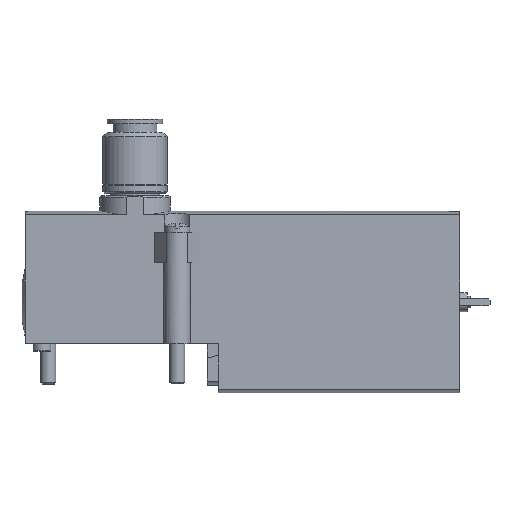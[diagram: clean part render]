
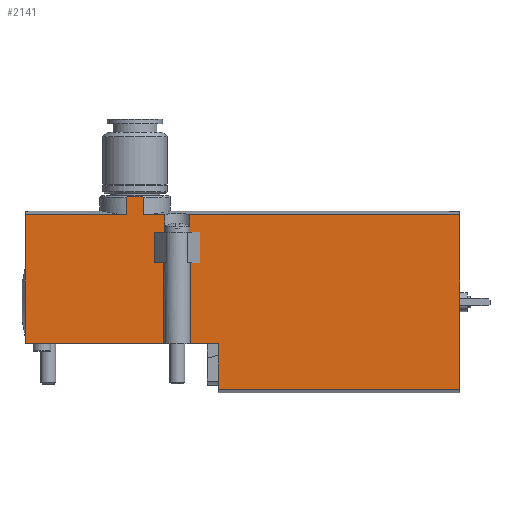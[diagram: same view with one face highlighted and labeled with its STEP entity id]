
A CAD part, top view. The second image highlights one B-rep face of the part: STEP entity #2141.
In plain terms, the highlighted planar face has unit normal (0, 0, 1).
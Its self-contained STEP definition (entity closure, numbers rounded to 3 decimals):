
#32=PLANE('',#2294);
#126=B_SPLINE_CURVE_WITH_KNOTS('',3,(#3230,#3231,#3232,#3233,#3234,#3235,
#3236,#3237,#3238,#3239,#3240,#3241,#3242,#3243,#3244),.UNSPECIFIED.,.F.,
 .F.,(4,1,1,1,1,1,1,1,1,1,1,1,4),(0.007,0.008,
0.008,0.008,0.009,0.009,
0.01,0.011,0.011,0.011,
0.012,0.012,0.012),.UNSPECIFIED.);
#262=ORIENTED_EDGE('',*,*,#857,.T.);
#263=ORIENTED_EDGE('',*,*,#836,.T.);
#264=ORIENTED_EDGE('',*,*,#839,.F.);
#265=ORIENTED_EDGE('',*,*,#830,.T.);
#266=ORIENTED_EDGE('',*,*,#858,.T.);
#267=ORIENTED_EDGE('',*,*,#859,.T.);
#268=ORIENTED_EDGE('',*,*,#860,.T.);
#269=ORIENTED_EDGE('',*,*,#861,.F.);
#270=ORIENTED_EDGE('',*,*,#862,.F.);
#271=ORIENTED_EDGE('',*,*,#863,.F.);
#272=ORIENTED_EDGE('',*,*,#864,.F.);
#273=ORIENTED_EDGE('',*,*,#865,.T.);
#274=ORIENTED_EDGE('',*,*,#866,.T.);
#275=ORIENTED_EDGE('',*,*,#867,.F.);
#276=ORIENTED_EDGE('',*,*,#868,.F.);
#277=ORIENTED_EDGE('',*,*,#869,.T.);
#278=ORIENTED_EDGE('',*,*,#870,.T.);
#279=ORIENTED_EDGE('',*,*,#871,.F.);
#280=ORIENTED_EDGE('',*,*,#872,.T.);
#830=EDGE_CURVE('',#1130,#1131,#1344,.T.);
#836=EDGE_CURVE('',#1137,#1136,#1347,.F.);
#839=EDGE_CURVE('',#1130,#1136,#126,.T.);
#857=EDGE_CURVE('',#1154,#1137,#1364,.T.);
#858=EDGE_CURVE('',#1131,#1155,#1365,.T.);
#859=EDGE_CURVE('',#1155,#1156,#1366,.T.);
#860=EDGE_CURVE('',#1156,#1157,#1367,.T.);
#861=EDGE_CURVE('',#1158,#1157,#1368,.T.);
#862=EDGE_CURVE('',#1159,#1158,#1369,.T.);
#863=EDGE_CURVE('',#1160,#1159,#1370,.T.);
#864=EDGE_CURVE('',#1161,#1160,#1371,.T.);
#865=EDGE_CURVE('',#1161,#1162,#1372,.T.);
#866=EDGE_CURVE('',#1162,#1163,#1373,.F.);
#867=EDGE_CURVE('',#1164,#1163,#1374,.T.);
#868=EDGE_CURVE('',#1165,#1164,#1375,.T.);
#869=EDGE_CURVE('',#1165,#1166,#1376,.T.);
#870=EDGE_CURVE('',#1166,#1167,#1377,.T.);
#871=EDGE_CURVE('',#1168,#1167,#1378,.T.);
#872=EDGE_CURVE('',#1168,#1154,#1379,.T.);
#1130=VERTEX_POINT('',#3197);
#1131=VERTEX_POINT('',#3198);
#1136=VERTEX_POINT('',#3215);
#1137=VERTEX_POINT('',#3217);
#1154=VERTEX_POINT('',#3294);
#1155=VERTEX_POINT('',#3296);
#1156=VERTEX_POINT('',#3298);
#1157=VERTEX_POINT('',#3300);
#1158=VERTEX_POINT('',#3302);
#1159=VERTEX_POINT('',#3304);
#1160=VERTEX_POINT('',#3306);
#1161=VERTEX_POINT('',#3308);
#1162=VERTEX_POINT('',#3310);
#1163=VERTEX_POINT('',#3312);
#1164=VERTEX_POINT('',#3314);
#1165=VERTEX_POINT('',#3316);
#1166=VERTEX_POINT('',#3318);
#1167=VERTEX_POINT('',#3320);
#1168=VERTEX_POINT('',#3322);
#1344=LINE('',#3196,#1538);
#1347=LINE('',#3216,#1541);
#1364=LINE('',#3293,#1558);
#1365=LINE('',#3295,#1559);
#1366=LINE('',#3297,#1560);
#1367=LINE('',#3299,#1561);
#1368=LINE('',#3301,#1562);
#1369=LINE('',#3303,#1563);
#1370=LINE('',#3305,#1564);
#1371=LINE('',#3307,#1565);
#1372=LINE('',#3309,#1566);
#1373=LINE('',#3311,#1567);
#1374=LINE('',#3313,#1568);
#1375=LINE('',#3315,#1569);
#1376=LINE('',#3317,#1570);
#1377=LINE('',#3319,#1571);
#1378=LINE('',#3321,#1572);
#1379=LINE('',#3323,#1573);
#1538=VECTOR('',#2528,1000.);
#1541=VECTOR('',#2537,1000.);
#1558=VECTOR('',#2562,1000.);
#1559=VECTOR('',#2563,1000.);
#1560=VECTOR('',#2564,1000.);
#1561=VECTOR('',#2565,1000.);
#1562=VECTOR('',#2566,1000.);
#1563=VECTOR('',#2567,1000.);
#1564=VECTOR('',#2568,1000.);
#1565=VECTOR('',#2569,1000.);
#1566=VECTOR('',#2570,1000.);
#1567=VECTOR('',#2571,1000.);
#1568=VECTOR('',#2572,1000.);
#1569=VECTOR('',#2573,1000.);
#1570=VECTOR('',#2574,1000.);
#1571=VECTOR('',#2575,1000.);
#1572=VECTOR('',#2576,1000.);
#1573=VECTOR('',#2577,1000.);
#1737=EDGE_LOOP('',(#262,#263,#264,#265,#266,#267,#268,#269,#270,#271,#272,
#273,#274,#275,#276,#277,#278,#279,#280));
#1923=FACE_BOUND('',#1737,.T.);
#2141=ADVANCED_FACE('',(#1923),#32,.F.);
#2294=AXIS2_PLACEMENT_3D('',#3292,#2560,#2561);
#2528=DIRECTION('',(0.,-1.,0.));
#2537=DIRECTION('',(0.,-1.,0.));
#2560=DIRECTION('',(0.,0.,-1.));
#2561=DIRECTION('',(-1.,0.,0.));
#2562=DIRECTION('',(-1.,0.,0.));
#2563=DIRECTION('',(-1.,0.,0.));
#2564=DIRECTION('',(0.,-1.,0.));
#2565=DIRECTION('',(0.,-1.,0.));
#2566=DIRECTION('',(-1.,0.,0.));
#2567=DIRECTION('',(0.,1.,0.));
#2568=DIRECTION('',(-1.,0.,0.));
#2569=DIRECTION('',(0.,-1.,0.));
#2570=DIRECTION('',(-1.,0.,0.));
#2571=DIRECTION('',(0.,1.,0.));
#2572=DIRECTION('',(-1.,0.,0.));
#2573=DIRECTION('',(0.,1.,0.));
#2574=DIRECTION('',(-1.,0.,0.));
#2575=DIRECTION('',(0.,1.,0.));
#2576=DIRECTION('',(-1.,0.,0.));
#2577=DIRECTION('',(0.,1.,0.));
#3196=CARTESIAN_POINT('',(26.657,45.,9.));
#3197=CARTESIAN_POINT('',(26.657,51.5,9.));
#3198=CARTESIAN_POINT('',(26.657,47.,9.));
#3215=CARTESIAN_POINT('',(31.343,51.5,9.));
#3216=CARTESIAN_POINT('',(31.343,45.,9.));
#3217=CARTESIAN_POINT('',(31.343,47.,9.));
#3230=CARTESIAN_POINT('',(26.657,51.5,9.));
#3231=CARTESIAN_POINT('',(26.657,51.605,9.));
#3232=CARTESIAN_POINT('',(26.865,51.734,9.));
#3233=CARTESIAN_POINT('',(27.148,51.82,9.));
#3234=CARTESIAN_POINT('',(27.452,51.877,9.));
#3235=CARTESIAN_POINT('',(27.858,51.924,9.));
#3236=CARTESIAN_POINT('',(28.371,51.952,9.));
#3237=CARTESIAN_POINT('',(28.982,51.961,9.));
#3238=CARTESIAN_POINT('',(29.608,51.953,9.));
#3239=CARTESIAN_POINT('',(30.126,51.926,9.));
#3240=CARTESIAN_POINT('',(30.537,51.879,9.));
#3241=CARTESIAN_POINT('',(30.847,51.822,9.));
#3242=CARTESIAN_POINT('',(31.131,51.736,9.));
#3243=CARTESIAN_POINT('',(31.343,51.605,9.));
#3244=CARTESIAN_POINT('',(31.343,51.5,9.));
#3292=CARTESIAN_POINT('',(114.6,47.,9.));
#3293=CARTESIAN_POINT('',(114.6,47.,9.));
#3294=CARTESIAN_POINT('',(36.793,47.,9.));
#3295=CARTESIAN_POINT('',(114.6,47.,9.));
#3296=CARTESIAN_POINT('',(0.,47.,9.));
#3297=CARTESIAN_POINT('',(0.,47.,9.));
#3298=CARTESIAN_POINT('',(0.,24.,9.));
#3299=CARTESIAN_POINT('',(0.,47.,9.));
#3300=CARTESIAN_POINT('',(0.,13.,9.));
#3301=CARTESIAN_POINT('',(114.6,13.,9.));
#3302=CARTESIAN_POINT('',(51.,13.,9.));
#3303=CARTESIAN_POINT('',(51.,47.,9.));
#3304=CARTESIAN_POINT('',(51.,1.,9.));
#3305=CARTESIAN_POINT('',(114.6,1.,9.));
#3306=CARTESIAN_POINT('',(114.6,1.,9.));
#3307=CARTESIAN_POINT('',(114.6,47.,9.));
#3308=CARTESIAN_POINT('',(114.6,47.,9.));
#3309=CARTESIAN_POINT('',(114.6,47.,9.));
#3310=CARTESIAN_POINT('',(43.407,47.,9.));
#3311=CARTESIAN_POINT('',(43.407,42.4,9.));
#3312=CARTESIAN_POINT('',(43.407,42.4,9.));
#3313=CARTESIAN_POINT('',(46.1,42.4,9.));
#3314=CARTESIAN_POINT('',(46.1,42.4,9.));
#3315=CARTESIAN_POINT('',(46.1,34.4,9.));
#3316=CARTESIAN_POINT('',(46.1,34.4,9.));
#3317=CARTESIAN_POINT('',(46.1,34.4,9.));
#3318=CARTESIAN_POINT('',(34.1,34.4,9.));
#3319=CARTESIAN_POINT('',(34.1,34.4,9.));
#3320=CARTESIAN_POINT('',(34.1,42.4,9.));
#3321=CARTESIAN_POINT('',(46.1,42.4,9.));
#3322=CARTESIAN_POINT('',(36.793,42.4,9.));
#3323=CARTESIAN_POINT('',(36.793,42.4,9.));
